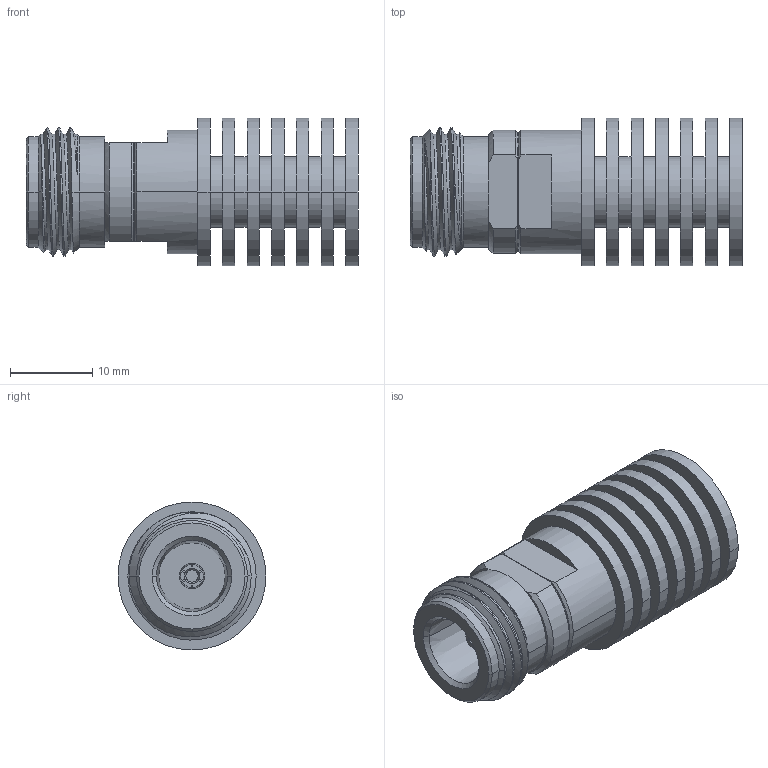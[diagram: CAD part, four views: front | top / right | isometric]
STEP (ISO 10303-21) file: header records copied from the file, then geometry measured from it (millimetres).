
FILE_DESCRIPTION (( 'STEP AP214' ), '1' );
FILE_NAME ('LCTR1175_3D.step', '2024-02-07T23:35:23', ( '' ), ( '' ), 'SwSTEP 2.0', 'SolidWorks 2022', '' );
FILE_SCHEMA (( 'AUTOMOTIVE_DESIGN' ));
Length unit declared in the file: inch
Products named in the file (4): HPT-5W-9AND11^LCTR1175; HPTS-NF0-18G5W50^LCTR1175; LCTR1175_3D; HPT-N5W-3^LCTR1175
Assembly tree (3 placements, depth 2):
  LCTR1175_3D
    HPTS-NF0-18G5W50^LCTR1175
    HPT-N5W-3^LCTR1175
    HPT-5W-9AND11^LCTR1175
Bounding box: 40.4 x 18 x 18 mm (x, y, z)
Volume: 5545.4 mm3; surface area: 6658 mm2
Topology: 3 solids, 3 shells, 189 faces, 426 edges, 264 vertices
Faces by surface type: cylinder 66, plane 61, cone 59, bspline 3
Entity records: 6353 total; most frequent: CARTESIAN_POINT 1936, DIRECTION 950, ORIENTED_EDGE 852, EDGE_CURVE 426, AXIS2_PLACEMENT_3D 404, VERTEX_POINT 264, CIRCLE 212, EDGE_LOOP 212
